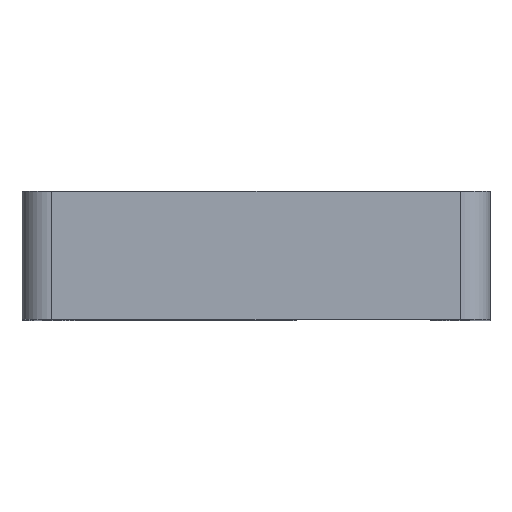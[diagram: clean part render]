
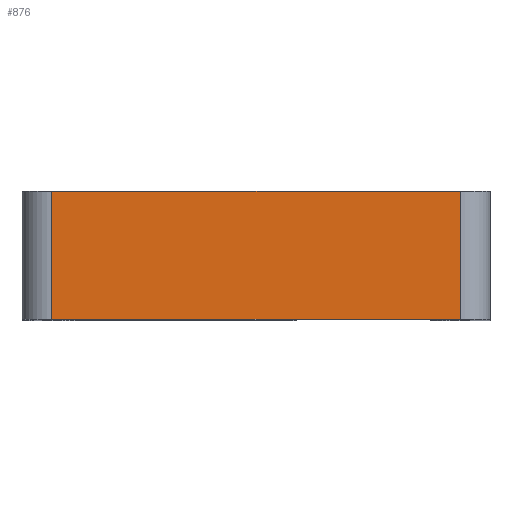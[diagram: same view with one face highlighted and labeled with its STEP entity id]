
A CAD part, top view. The second image highlights one B-rep face of the part: STEP entity #876.
In plain terms, the highlighted planar face has unit normal (0, 0, 1).
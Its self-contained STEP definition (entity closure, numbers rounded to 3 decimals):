
#53 = VERTEX_POINT ( 'NONE', #1618 ) ;
#86 = DIRECTION ( 'NONE',  ( 1., 0., 0. ) ) ;
#140 = DIRECTION ( 'NONE',  ( 0., 1., 0. ) ) ;
#147 = VECTOR ( 'NONE', #86, 1000. ) ;
#185 = CARTESIAN_POINT ( 'NONE',  ( 51.3, -13., 0. ) ) ;
#226 = ORIENTED_EDGE ( 'NONE', *, *, #1990, .T. ) ;
#303 = CARTESIAN_POINT ( 'NONE',  ( 0., 2., 0. ) ) ;
#316 = PLANE ( 'NONE',  #1994 ) ;
#532 = CARTESIAN_POINT ( 'NONE',  ( 51.3, 2., 0. ) ) ;
#583 = ORIENTED_EDGE ( 'NONE', *, *, #2206, .F. ) ;
#650 = ORIENTED_EDGE ( 'NONE', *, *, #1315, .T. ) ;
#692 = CARTESIAN_POINT ( 'NONE',  ( 3.5, 2., 0. ) ) ;
#693 = FACE_OUTER_BOUND ( 'NONE', #2630, .T. ) ;
#771 = LINE ( 'NONE', #1588, #1940 ) ;
#786 = EDGE_CURVE ( 'NONE', #2254, #53, #2670, .T. ) ;
#876 = ADVANCED_FACE ( 'NONE', ( #693 ), #316, .F. ) ;
#973 = LINE ( 'NONE', #303, #147 ) ;
#982 = DIRECTION ( 'NONE',  ( -1., 0., 0. ) ) ;
#1040 = VERTEX_POINT ( 'NONE', #185 ) ;
#1269 = VECTOR ( 'NONE', #2628, 1000. ) ;
#1315 = EDGE_CURVE ( 'NONE', #53, #1040, #1952, .T. ) ;
#1399 = VECTOR ( 'NONE', #1559, 1000. ) ;
#1559 = DIRECTION ( 'NONE',  ( 0., -1., 0. ) ) ;
#1580 = CARTESIAN_POINT ( 'NONE',  ( 54.8, -13., 0. ) ) ;
#1588 = CARTESIAN_POINT ( 'NONE',  ( 51.3, 2., 0. ) ) ;
#1618 = CARTESIAN_POINT ( 'NONE',  ( 3.5, -13., 0. ) ) ;
#1753 = ORIENTED_EDGE ( 'NONE', *, *, #786, .T. ) ;
#1794 = CARTESIAN_POINT ( 'NONE',  ( 0., 2., 0. ) ) ;
#1940 = VECTOR ( 'NONE', #140, 1000. ) ;
#1952 = LINE ( 'NONE', #1580, #1269 ) ;
#1990 = EDGE_CURVE ( 'NONE', #1040, #2131, #771, .T. ) ;
#1994 = AXIS2_PLACEMENT_3D ( 'NONE', #1794, #2208, #982 ) ;
#2131 = VERTEX_POINT ( 'NONE', #532 ) ;
#2164 = CARTESIAN_POINT ( 'NONE',  ( 3.5, 2., 0. ) ) ;
#2206 = EDGE_CURVE ( 'NONE', #2254, #2131, #973, .T. ) ;
#2208 = DIRECTION ( 'NONE',  ( 0., 0., -1. ) ) ;
#2254 = VERTEX_POINT ( 'NONE', #692 ) ;
#2628 = DIRECTION ( 'NONE',  ( 1., 0., 0. ) ) ;
#2630 = EDGE_LOOP ( 'NONE', ( #650, #226, #583, #1753 ) ) ;
#2670 = LINE ( 'NONE', #2164, #1399 ) ;
